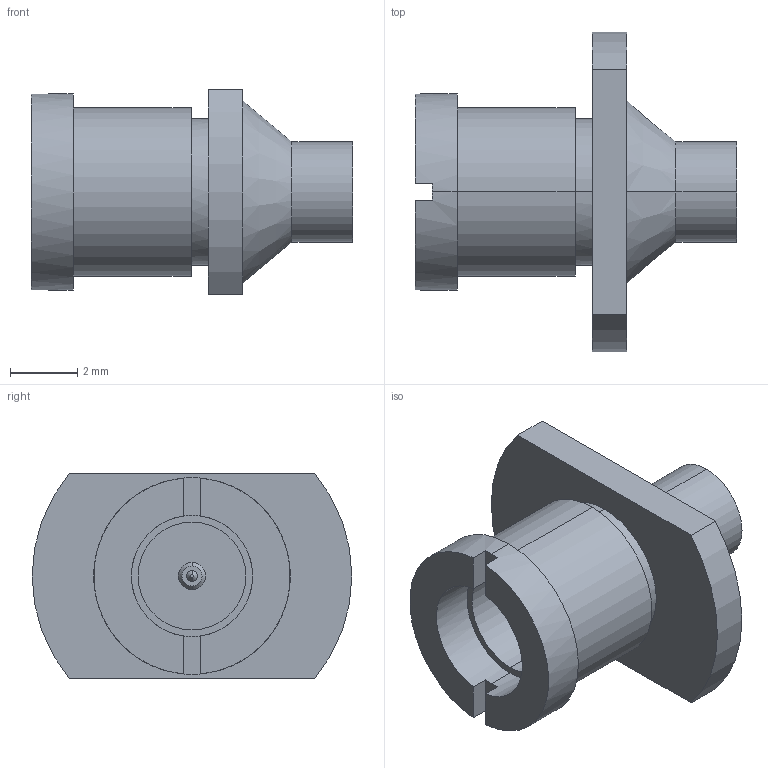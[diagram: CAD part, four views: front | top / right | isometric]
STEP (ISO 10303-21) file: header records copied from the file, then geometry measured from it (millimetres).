
FILE_DESCRIPTION (( 'STEP AP214' ), '1' );
FILE_NAME ('FMCO1053_3D.STEP', '2022-09-19T18:51:58', ( '' ), ( '' ), 'SwSTEP 2.0', 'SolidWorks 2021', '' );
FILE_SCHEMA (( 'AUTOMOTIVE_DESIGN' ));
Length unit declared in the file: inch
Products named in the file (4): FMCO1053; FMCO1053_NUT; FMCO1053_CONTACT PIN; FMCO1053_3D
Assembly tree (3 placements, depth 2):
  FMCO1053_3D
    FMCO1053
    FMCO1053_NUT
    FMCO1053_CONTACT PIN
Bounding box: 9.55 x 9.5 x 6.1 mm (x, y, z)
Volume: 146 mm3; surface area: 508.3 mm2
Topology: 3 solids, 3 shells, 97 faces, 243 edges, 158 vertices
Faces by surface type: cylinder 58, plane 25, cone 8, bspline 6
Entity records: 4957 total; most frequent: CARTESIAN_POINT 2626, ORIENTED_EDGE 486, DIRECTION 431, EDGE_CURVE 243, AXIS2_PLACEMENT_3D 171, VERTEX_POINT 158, EDGE_LOOP 109, FACE_OUTER_BOUND 97
